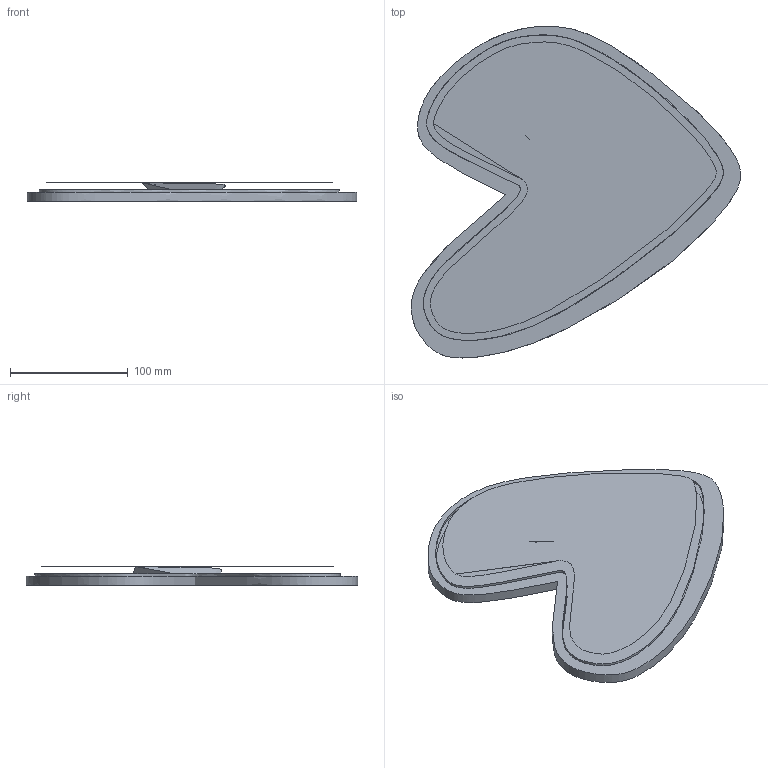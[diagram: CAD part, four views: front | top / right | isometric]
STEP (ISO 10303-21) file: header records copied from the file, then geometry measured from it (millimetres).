
FILE_DESCRIPTION(('FreeCAD Model'),'2;1');
FILE_NAME('Open CASCADE Shape Model','2024-07-22T19:45:58',(''),(''), 'Open CASCADE STEP processor 7.6','FreeCAD','Unknown');
FILE_SCHEMA(('AUTOMOTIVE_DESIGN { 1 0 10303 214 1 1 1 1 }'));
Length unit declared in the file: millimetre
Products named in the file (1): FusionFinalize
Bounding box: 280.05 x 282.16 x 16 mm (x, y, z)
Surface area: 113802.6 mm2 (no closed solid volume)
Topology: 0 solids, 1 shells, 12 faces, 21 edges, 12 vertices
Faces by surface type: plane 6, extrusion 4, bspline 2
Entity records: 3860 total; most frequent: CARTESIAN_POINT 3649, ORIENTED_EDGE 36, DIRECTION 22, FACE_BOUND 18, EDGE_LOOP 18, EDGE_CURVE 18, B_SPLINE_CURVE_WITH_KNOTS 18, ADVANCED_FACE 12
